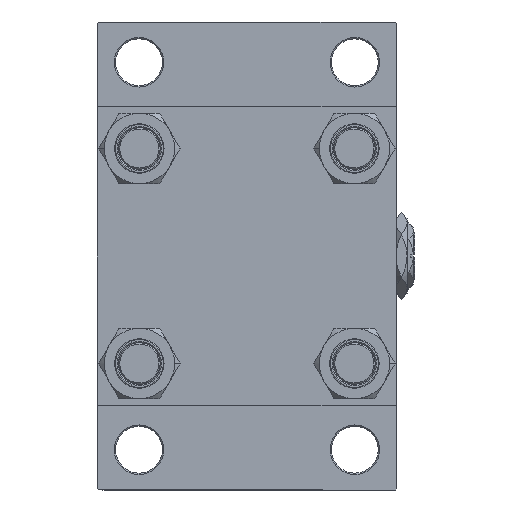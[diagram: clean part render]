
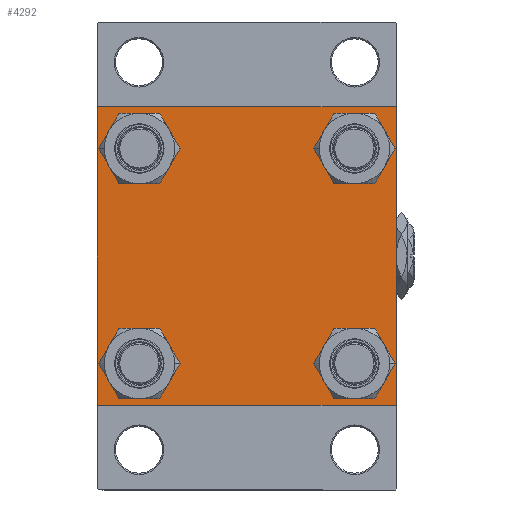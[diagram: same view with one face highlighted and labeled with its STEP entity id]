
A CAD part, left-side view. The second image highlights one B-rep face of the part: STEP entity #4292.
In plain terms, the highlighted planar face has unit normal (-1, 0, 0).
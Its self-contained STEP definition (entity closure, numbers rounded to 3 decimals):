
#50 = DIRECTION ( 'NONE',  ( 0., 0., 1. ) ) ;
#922 = FACE_BOUND ( 'NONE', #38244, .T. ) ;
#974 = LINE ( 'NONE', #8025, #4506 ) ;
#1002 = DIRECTION ( 'NONE',  ( 0., 0., 1. ) ) ;
#1440 = DIRECTION ( 'NONE',  ( 0., 0., 1. ) ) ;
#1639 = VERTEX_POINT ( 'NONE', #25041 ) ;
#2484 = DIRECTION ( 'NONE',  ( 1., 0., 0. ) ) ;
#2486 = DIRECTION ( 'NONE',  ( 0., 0., 1. ) ) ;
#2665 = CARTESIAN_POINT ( 'NONE',  ( 0., -57., 57.5 ) ) ;
#2674 = DIRECTION ( 'NONE',  ( 1., 0., 0. ) ) ;
#2771 = ORIENTED_EDGE ( 'NONE', *, *, #22022, .T. ) ;
#2797 = CARTESIAN_POINT ( 'NONE',  ( 0., 57.5, -57. ) ) ;
#3240 = AXIS2_PLACEMENT_3D ( 'NONE', #33908, #2484, #45267 ) ;
#4292 = ADVANCED_FACE ( 'NONE', ( #39652, #5171, #922, #16739, #24288 ), #4931, .T. ) ;
#4309 = CARTESIAN_POINT ( 'NONE',  ( 0., 57., -57.5 ) ) ;
#4506 = VECTOR ( 'NONE', #27122, 1000. ) ;
#4691 = DIRECTION ( 'NONE',  ( 0., 0.707, -0.707 ) ) ;
#4919 = AXIS2_PLACEMENT_3D ( 'NONE', #47796, #13298, #14790 ) ;
#4932 = VERTEX_POINT ( 'NONE', #8535 ) ;
#4931 = PLANE ( 'NONE',  #5643 ) ;
#5128 = ORIENTED_EDGE ( 'NONE', *, *, #36002, .T. ) ;
#5171 = FACE_BOUND ( 'NONE', #33177, .T. ) ;
#5643 = AXIS2_PLACEMENT_3D ( 'NONE', #32078, #9695, #20270 ) ;
#6012 = CARTESIAN_POINT ( 'NONE',  ( 0., 41.35, 41.35 ) ) ;
#6287 = CARTESIAN_POINT ( 'NONE',  ( 0., -57.5, 57. ) ) ;
#6527 = CIRCLE ( 'NONE', #34665, 8.5 ) ;
#7391 = CARTESIAN_POINT ( 'NONE',  ( 0., 57.5, 57.5 ) ) ;
#7395 = EDGE_CURVE ( 'NONE', #10910, #9591, #37788, .T. ) ;
#7741 = EDGE_CURVE ( 'NONE', #48650, #34072, #12957, .T. ) ;
#7769 = VERTEX_POINT ( 'NONE', #2665 ) ;
#7854 = LINE ( 'NONE', #23187, #22142 ) ;
#7898 = LINE ( 'NONE', #7391, #34007 ) ;
#8025 = CARTESIAN_POINT ( 'NONE',  ( 0., -57.25, -57.25 ) ) ;
#8037 = EDGE_CURVE ( 'NONE', #1639, #7769, #36340, .T. ) ;
#8533 = VERTEX_POINT ( 'NONE', #2797 ) ;
#8535 = CARTESIAN_POINT ( 'NONE',  ( 0., -57.5, -57. ) ) ;
#9039 = DIRECTION ( 'NONE',  ( 1., 0., 0. ) ) ;
#9321 = CARTESIAN_POINT ( 'NONE',  ( 0., 41.35, -49.85 ) ) ;
#9591 = VERTEX_POINT ( 'NONE', #9321 ) ;
#9695 = DIRECTION ( 'NONE',  ( -1., 0., 0. ) ) ;
#10404 = DIRECTION ( 'NONE',  ( 1., 0., 0. ) ) ;
#10563 = AXIS2_PLACEMENT_3D ( 'NONE', #47741, #17264, #1440 ) ;
#10655 = LINE ( 'NONE', #41873, #19626 ) ;
#10665 = EDGE_CURVE ( 'NONE', #9591, #10910, #44345, .T. ) ;
#10910 = VERTEX_POINT ( 'NONE', #32445 ) ;
#11365 = DIRECTION ( 'NONE',  ( 1., 0., 0. ) ) ;
#11435 = ORIENTED_EDGE ( 'NONE', *, *, #42109, .T. ) ;
#12888 = ORIENTED_EDGE ( 'NONE', *, *, #23898, .T. ) ;
#12935 = DIRECTION ( 'NONE',  ( 0., -1., 0. ) ) ;
#12957 = CIRCLE ( 'NONE', #10563, 8.5 ) ;
#13298 = DIRECTION ( 'NONE',  ( 1., 0., 0. ) ) ;
#14085 = CARTESIAN_POINT ( 'NONE',  ( 0., -41.35, -49.85 ) ) ;
#14337 = ORIENTED_EDGE ( 'NONE', *, *, #28025, .T. ) ;
#14790 = DIRECTION ( 'NONE',  ( 0., 0., 1. ) ) ;
#14989 = CARTESIAN_POINT ( 'NONE',  ( 0., -41.35, -41.35 ) ) ;
#15368 = AXIS2_PLACEMENT_3D ( 'NONE', #38546, #11365, #50 ) ;
#16008 = CARTESIAN_POINT ( 'NONE',  ( 0., 57.25, 57.25 ) ) ;
#16492 = CARTESIAN_POINT ( 'NONE',  ( 0., 41.35, 32.85 ) ) ;
#16739 = FACE_BOUND ( 'NONE', #28600, .T. ) ;
#17141 = VERTEX_POINT ( 'NONE', #6287 ) ;
#17264 = DIRECTION ( 'NONE',  ( 1., 0., 0. ) ) ;
#17383 = ORIENTED_EDGE ( 'NONE', *, *, #48565, .T. ) ;
#17545 = CARTESIAN_POINT ( 'NONE',  ( 0., -41.35, 32.85 ) ) ;
#17852 = EDGE_CURVE ( 'NONE', #17141, #4932, #27271, .T. ) ;
#18004 = VERTEX_POINT ( 'NONE', #40531 ) ;
#18322 = EDGE_CURVE ( 'NONE', #44931, #31765, #30264, .T. ) ;
#19626 = VECTOR ( 'NONE', #25736, 1000. ) ;
#20154 = CIRCLE ( 'NONE', #37857, 8.5 ) ;
#20270 = DIRECTION ( 'NONE',  ( 0., 0., 1. ) ) ;
#20713 = ORIENTED_EDGE ( 'NONE', *, *, #43860, .T. ) ;
#20807 = CARTESIAN_POINT ( 'NONE',  ( 0., 57.25, -57.25 ) ) ;
#20996 = CARTESIAN_POINT ( 'NONE',  ( 0., -41.35, 49.85 ) ) ;
#21299 = LINE ( 'NONE', #20807, #34231 ) ;
#22022 = EDGE_CURVE ( 'NONE', #29818, #8533, #7898, .T. ) ;
#22142 = VECTOR ( 'NONE', #35931, 1000. ) ;
#22227 = DIRECTION ( 'NONE',  ( 0., 0., -1. ) ) ;
#22726 = ORIENTED_EDGE ( 'NONE', *, *, #7741, .T. ) ;
#23076 = AXIS2_PLACEMENT_3D ( 'NONE', #28120, #9039, #1002 ) ;
#23162 = CARTESIAN_POINT ( 'NONE',  ( 0., 57.5, 57. ) ) ;
#23187 = CARTESIAN_POINT ( 'NONE',  ( 0., 57.5, -57.5 ) ) ;
#23763 = VECTOR ( 'NONE', #27520, 1000. ) ;
#23898 = EDGE_CURVE ( 'NONE', #17141, #7769, #10655, .T. ) ;
#24264 = CARTESIAN_POINT ( 'NONE',  ( 0., 57.5, 57.5 ) ) ;
#24288 = FACE_OUTER_BOUND ( 'NONE', #24563, .T. ) ;
#24563 = EDGE_LOOP ( 'NONE', ( #2771, #14337, #17383, #39741, #45835, #12888, #28366, #5128 ) ) ;
#24733 = VECTOR ( 'NONE', #4691, 1000. ) ;
#25041 = CARTESIAN_POINT ( 'NONE',  ( 0., 57., 57.5 ) ) ;
#25736 = DIRECTION ( 'NONE',  ( 0., 0.707, 0.707 ) ) ;
#25980 = CARTESIAN_POINT ( 'NONE',  ( 0., -41.35, -41.35 ) ) ;
#27122 = DIRECTION ( 'NONE',  ( 0., -0.707, 0.707 ) ) ;
#27271 = LINE ( 'NONE', #42657, #23763 ) ;
#27520 = DIRECTION ( 'NONE',  ( 0., 0., -1. ) ) ;
#27968 = EDGE_CURVE ( 'NONE', #41198, #4932, #974, .T. ) ;
#28025 = EDGE_CURVE ( 'NONE', #8533, #34341, #21299, .T. ) ;
#28120 = CARTESIAN_POINT ( 'NONE',  ( 0., 41.35, 41.35 ) ) ;
#28366 = ORIENTED_EDGE ( 'NONE', *, *, #8037, .F. ) ;
#28600 = EDGE_LOOP ( 'NONE', ( #33389, #46996 ) ) ;
#28640 = DIRECTION ( 'NONE',  ( 1., 0., 0. ) ) ;
#29818 = VERTEX_POINT ( 'NONE', #23162 ) ;
#30264 = CIRCLE ( 'NONE', #23076, 8.5 ) ;
#30320 = CARTESIAN_POINT ( 'NONE',  ( 0., -57., -57.5 ) ) ;
#30962 = ORIENTED_EDGE ( 'NONE', *, *, #10665, .T. ) ;
#31765 = VERTEX_POINT ( 'NONE', #16492 ) ;
#32078 = CARTESIAN_POINT ( 'NONE',  ( 0., 0., 0. ) ) ;
#32445 = CARTESIAN_POINT ( 'NONE',  ( 0., 41.35, -32.85 ) ) ;
#32790 = DIRECTION ( 'NONE',  ( 0., 0., 1. ) ) ;
#33177 = EDGE_LOOP ( 'NONE', ( #20713, #11435 ) ) ;
#33389 = ORIENTED_EDGE ( 'NONE', *, *, #18322, .T. ) ;
#33858 = CIRCLE ( 'NONE', #4919, 8.5 ) ;
#33908 = CARTESIAN_POINT ( 'NONE',  ( 0., 41.35, -41.35 ) ) ;
#34007 = VECTOR ( 'NONE', #22227, 1000. ) ;
#34072 = VERTEX_POINT ( 'NONE', #20996 ) ;
#34231 = VECTOR ( 'NONE', #43490, 1000. ) ;
#34341 = VERTEX_POINT ( 'NONE', #4309 ) ;
#34665 = AXIS2_PLACEMENT_3D ( 'NONE', #25980, #10404, #32790 ) ;
#35931 = DIRECTION ( 'NONE',  ( 0., -1., 0. ) ) ;
#36002 = EDGE_CURVE ( 'NONE', #1639, #29818, #42710, .T. ) ;
#36161 = EDGE_LOOP ( 'NONE', ( #48146, #22726 ) ) ;
#36340 = LINE ( 'NONE', #24264, #48248 ) ;
#37788 = CIRCLE ( 'NONE', #3240, 8.5 ) ;
#37857 = AXIS2_PLACEMENT_3D ( 'NONE', #14989, #2674, #45468 ) ;
#38244 = EDGE_LOOP ( 'NONE', ( #45601, #30962 ) ) ;
#38546 = CARTESIAN_POINT ( 'NONE',  ( 0., 41.35, -41.35 ) ) ;
#39652 = FACE_BOUND ( 'NONE', #36161, .T. ) ;
#39729 = VERTEX_POINT ( 'NONE', #14085 ) ;
#39741 = ORIENTED_EDGE ( 'NONE', *, *, #27968, .T. ) ;
#40531 = CARTESIAN_POINT ( 'NONE',  ( 0., -41.35, -32.85 ) ) ;
#41198 = VERTEX_POINT ( 'NONE', #30320 ) ;
#41873 = CARTESIAN_POINT ( 'NONE',  ( 0., -57.25, 57.25 ) ) ;
#42109 = EDGE_CURVE ( 'NONE', #39729, #18004, #20154, .T. ) ;
#42657 = CARTESIAN_POINT ( 'NONE',  ( 0., -57.5, 57.5 ) ) ;
#42710 = LINE ( 'NONE', #16008, #24733 ) ;
#43240 = EDGE_CURVE ( 'NONE', #34072, #48650, #33858, .T. ) ;
#43490 = DIRECTION ( 'NONE',  ( 0., -0.707, -0.707 ) ) ;
#43860 = EDGE_CURVE ( 'NONE', #18004, #39729, #6527, .T. ) ;
#43943 = CIRCLE ( 'NONE', #48682, 8.5 ) ;
#44345 = CIRCLE ( 'NONE', #15368, 8.5 ) ;
#44931 = VERTEX_POINT ( 'NONE', #45371 ) ;
#45267 = DIRECTION ( 'NONE',  ( 0., 0., 1. ) ) ;
#45371 = CARTESIAN_POINT ( 'NONE',  ( 0., 41.35, 49.85 ) ) ;
#45468 = DIRECTION ( 'NONE',  ( 0., 0., 1. ) ) ;
#45601 = ORIENTED_EDGE ( 'NONE', *, *, #7395, .T. ) ;
#45835 = ORIENTED_EDGE ( 'NONE', *, *, #17852, .F. ) ;
#46996 = ORIENTED_EDGE ( 'NONE', *, *, #47212, .T. ) ;
#47212 = EDGE_CURVE ( 'NONE', #31765, #44931, #43943, .T. ) ;
#47741 = CARTESIAN_POINT ( 'NONE',  ( 0., -41.35, 41.35 ) ) ;
#47796 = CARTESIAN_POINT ( 'NONE',  ( 0., -41.35, 41.35 ) ) ;
#48146 = ORIENTED_EDGE ( 'NONE', *, *, #43240, .T. ) ;
#48248 = VECTOR ( 'NONE', #12935, 1000. ) ;
#48565 = EDGE_CURVE ( 'NONE', #34341, #41198, #7854, .T. ) ;
#48650 = VERTEX_POINT ( 'NONE', #17545 ) ;
#48682 = AXIS2_PLACEMENT_3D ( 'NONE', #6012, #28640, #2486 ) ;
